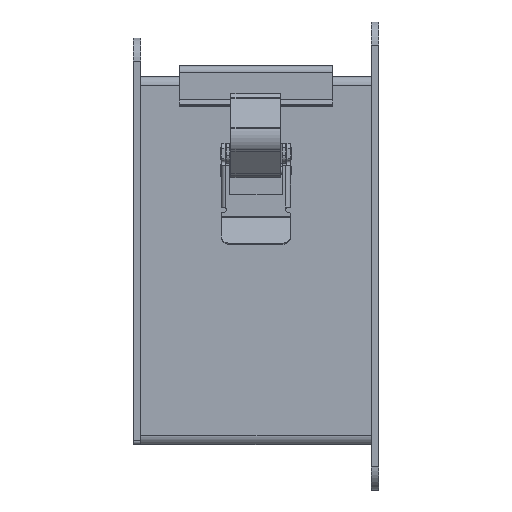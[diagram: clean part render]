
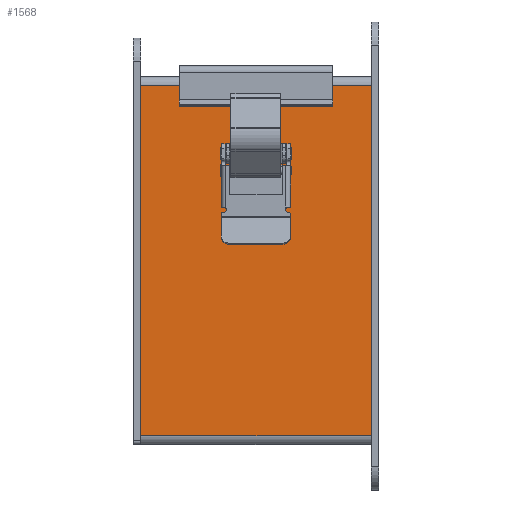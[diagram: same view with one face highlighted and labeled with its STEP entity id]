
A CAD part, front view. The second image highlights one B-rep face of the part: STEP entity #1568.
In plain terms, the highlighted planar face has unit normal (0, -1, 0).
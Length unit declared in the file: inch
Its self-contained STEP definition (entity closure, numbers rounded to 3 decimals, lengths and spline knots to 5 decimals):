
#77 = CARTESIAN_POINT ( 'NONE',  ( -1.875, -6., 2.857 ) ) ;
#150 = CARTESIAN_POINT ( 'NONE',  ( -1.875, -6., 2.857 ) ) ;
#200 = CARTESIAN_POINT ( 'NONE',  ( -1.875, -6., 3. ) ) ;
#295 = CARTESIAN_POINT ( 'NONE',  ( -1.875, -6., -2.857 ) ) ;
#558 = CARTESIAN_POINT ( 'NONE',  ( 1.875, -6., -2.857 ) ) ;
#829 = LINE ( 'NONE', #1965, #7039 ) ;
#1148 = ORIENTED_EDGE ( 'NONE', *, *, #2508, .F. ) ;
#1189 = VERTEX_POINT ( 'NONE', #558 ) ;
#1399 = CARTESIAN_POINT ( 'NONE',  ( 1.875, -6., 2.857 ) ) ;
#1452 = DIRECTION ( 'NONE',  ( 0., 0., 1. ) ) ;
#1534 = AXIS2_PLACEMENT_3D ( 'NONE', #6730, #2418, #5562 ) ;
#1568 = ADVANCED_FACE ( 'NONE', ( #7416 ), #3590, .T. ) ;
#1965 = CARTESIAN_POINT ( 'NONE',  ( 1.875, -6., 3. ) ) ;
#2217 = ORIENTED_EDGE ( 'NONE', *, *, #3540, .T. ) ;
#2232 = VERTEX_POINT ( 'NONE', #295 ) ;
#2392 = LINE ( 'NONE', #7964, #7355 ) ;
#2418 = DIRECTION ( 'NONE',  ( 0., -1., 0. ) ) ;
#2508 = EDGE_CURVE ( 'NONE', #1189, #2232, #2392, .T. ) ;
#2546 = DIRECTION ( 'NONE',  ( -1., 0., 0. ) ) ;
#2550 = LINE ( 'NONE', #200, #5883 ) ;
#2999 = EDGE_CURVE ( 'NONE', #4216, #3562, #3631, .T. ) ;
#3170 = ORIENTED_EDGE ( 'NONE', *, *, #2999, .T. ) ;
#3540 = EDGE_CURVE ( 'NONE', #1189, #4216, #829, .T. ) ;
#3562 = VERTEX_POINT ( 'NONE', #150 ) ;
#3590 = PLANE ( 'NONE',  #1534 ) ;
#3631 = LINE ( 'NONE', #77, #3818 ) ;
#3809 = EDGE_LOOP ( 'NONE', ( #5219, #1148, #2217, #3170 ) ) ;
#3818 = VECTOR ( 'NONE', #2546, 39.37008 ) ;
#4216 = VERTEX_POINT ( 'NONE', #1399 ) ;
#4428 = DIRECTION ( 'NONE',  ( 0., 0., 1. ) ) ;
#5219 = ORIENTED_EDGE ( 'NONE', *, *, #6744, .F. ) ;
#5562 = DIRECTION ( 'NONE',  ( 0., 0., -1. ) ) ;
#5883 = VECTOR ( 'NONE', #1452, 39.37008 ) ;
#6730 = CARTESIAN_POINT ( 'NONE',  ( -1.875, -6., 3. ) ) ;
#6744 = EDGE_CURVE ( 'NONE', #2232, #3562, #2550, .T. ) ;
#6868 = DIRECTION ( 'NONE',  ( -1., 0., 0. ) ) ;
#7039 = VECTOR ( 'NONE', #4428, 39.37008 ) ;
#7355 = VECTOR ( 'NONE', #6868, 39.37008 ) ;
#7416 = FACE_OUTER_BOUND ( 'NONE', #3809, .T. ) ;
#7964 = CARTESIAN_POINT ( 'NONE',  ( -1.875, -6., -2.857 ) ) ;
